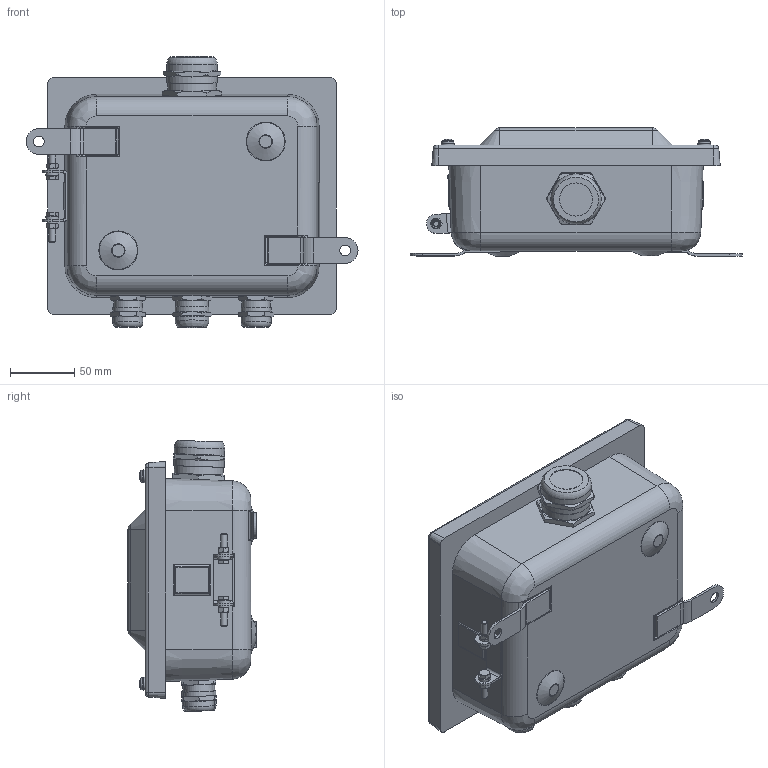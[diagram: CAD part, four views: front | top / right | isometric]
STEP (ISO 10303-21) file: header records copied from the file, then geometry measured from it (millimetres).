
FILE_DESCRIPTION(/* description */ (''),/* implementation_level */ '2;1');
FILE_NAME(/* name */ '',/* time_stamp */ '2025-07-22T14:15:58+07:00',/* author */ ('zeta-72'),/* organization */ (''),/* preprocessor_version */ 'ST-DEVELOPER v19.2',/* originating_system */ 'Autodesk Inventor 2024',/* authorisation */ '');
FILE_SCHEMA (('AUTOMOTIVE_DESIGN { 1 0 10303 214 3 1 1 }'));
Length unit declared in the file: millimetre
Products named in the file (1): ЗЭТА.030.342.000 СБ Коробка 
клеммная КМ 65-10 IP65_Упростить_
1
Bounding box: 259 x 100 x 211.59 mm (x, y, z)
Volume: 2793545.5 mm3; surface area: 159489.4 mm2
Topology: 1 solids, 1 shells, 501 faces, 1213 edges, 746 vertices
Faces by surface type: plane 203, cylinder 110, cone 109, torus 46, bspline 25, sphere 8
Full cylindrical faces by diameter (mm): 5 x4, 6.7 x2, 8.5 x2, 10 x6, 14.5 x2, 16.8 x1, 22 x2, 23.5 x4, 25 x1, 25.9 x1, 26.5 x2, 38 x1, 39.3 x2
Entity records: 15783 total; most frequent: CARTESIAN_POINT 3891, ORIENTED_EDGE 2394, DIRECTION 2370, EDGE_CURVE 1197, AXIS2_PLACEMENT_3D 948, VERTEX_POINT 746, EDGE_LOOP 557, STYLED_ITEM 502
